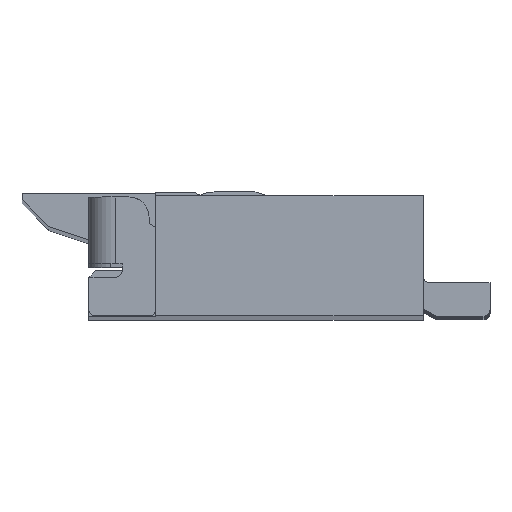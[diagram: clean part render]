
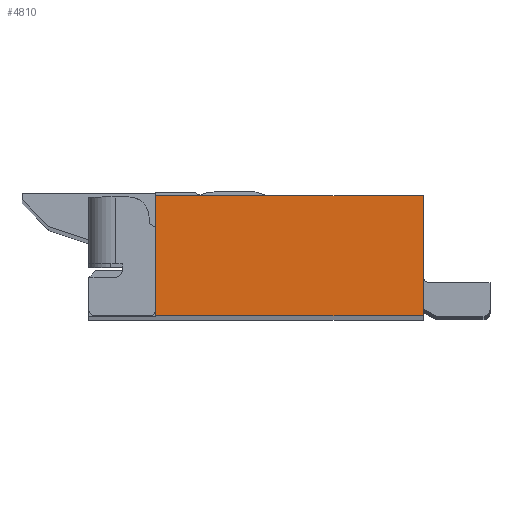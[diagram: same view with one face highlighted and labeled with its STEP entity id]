
A CAD part, top view. The second image highlights one B-rep face of the part: STEP entity #4810.
In plain terms, the highlighted planar face has unit normal (0, 0, 1).
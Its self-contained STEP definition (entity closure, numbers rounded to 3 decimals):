
#4420=CARTESIAN_POINT('',(10.,0.,7.162));
#4430=DIRECTION('',(0.,0.,1.));
#4440=DIRECTION('',(1.,0.,0.));
#4450=AXIS2_PLACEMENT_3D('',#4420,#4430,#4440);
#4460=PLANE('',#4450);
#4470=CARTESIAN_POINT('',(8.,0.,7.162));
#4480=DIRECTION('',(1.,0.,0.));
#4490=VECTOR('',#4480,1.);
#4500=LINE('',#4470,#4490);
#4510=CARTESIAN_POINT('',(8.,0.,7.162));
#4520=VERTEX_POINT('',#4510);
#4530=CARTESIAN_POINT('',(10.,0.,7.162));
#4540=VERTEX_POINT('',#4530);
#4550=EDGE_CURVE('',#4520,#4540,#4500,.T.);
#4560=ORIENTED_EDGE('',*,*,#4550,.T.);
#4570=CARTESIAN_POINT('',(8.,0.92,7.162));
#4580=DIRECTION('',(0.,-1.,0.));
#4590=VECTOR('',#4580,1.);
#4600=LINE('',#4570,#4590);
#4610=CARTESIAN_POINT('',(8.,0.9,7.162));
#4620=VERTEX_POINT('',#4610);
#4630=EDGE_CURVE('',#4620,#4520,#4600,.T.);
#4640=ORIENTED_EDGE('',*,*,#4630,.T.);
#4650=CARTESIAN_POINT('',(10.,0.9,7.162));
#4660=DIRECTION('',(1.,0.,0.));
#4670=VECTOR('',#4660,1.);
#4680=LINE('',#4650,#4670);
#4690=CARTESIAN_POINT('',(10.,0.9,7.162));
#4700=VERTEX_POINT('',#4690);
#4710=EDGE_CURVE('',#4620,#4700,#4680,.T.);
#4720=ORIENTED_EDGE('',*,*,#4710,.F.);
#4730=CARTESIAN_POINT('',(10.,0.,7.162));
#4740=DIRECTION('',(0.,1.,0.));
#4750=VECTOR('',#4740,1.);
#4760=LINE('',#4730,#4750);
#4770=EDGE_CURVE('',#4540,#4700,#4760,.T.);
#4780=ORIENTED_EDGE('',*,*,#4770,.T.);
#4790=EDGE_LOOP('',(#4780,#4720,#4640,#4560));
#4800=FACE_OUTER_BOUND('',#4790,.T.);
#4810=ADVANCED_FACE('',(#4800),#4460,.T.);
